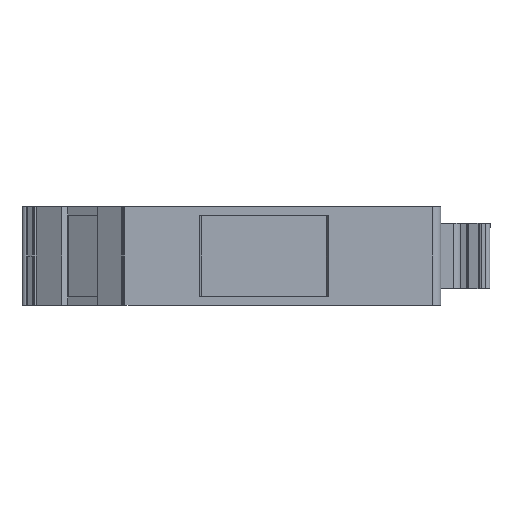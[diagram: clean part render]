
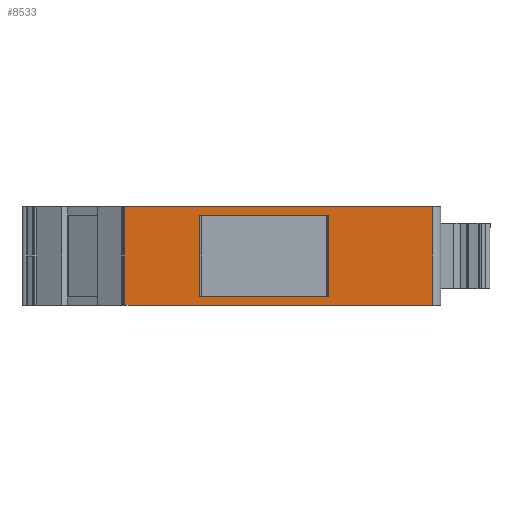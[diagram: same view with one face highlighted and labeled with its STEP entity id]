
A CAD part, left-side view. The second image highlights one B-rep face of the part: STEP entity #8533.
In plain terms, the highlighted planar face has unit normal (-1, 0, 0).
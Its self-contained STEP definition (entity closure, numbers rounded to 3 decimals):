
#95 = VERTEX_POINT ( 'NONE', #6686 ) ;
#109 = CARTESIAN_POINT ( 'NONE',  ( -20.37, -9.91, 0.6 ) ) ;
#155 = CARTESIAN_POINT ( 'NONE',  ( -20.37, -9.91, 0.967 ) ) ;
#206 = VERTEX_POINT ( 'NONE', #5344 ) ;
#272 = DIRECTION ( 'NONE',  ( 0., 0., 1. ) ) ;
#323 = DIRECTION ( 'NONE',  ( 0., 1., 0. ) ) ;
#377 = VERTEX_POINT ( 'NONE', #4769 ) ;
#387 = CARTESIAN_POINT ( 'NONE',  ( -20.37, 5.863, -7.2 ) ) ;
#464 = CARTESIAN_POINT ( 'NONE',  ( -20.37, -22.593, -3.3 ) ) ;
#473 = LINE ( 'NONE', #8489, #3947 ) ;
#683 = CARTESIAN_POINT ( 'NONE',  ( -20.37, -9.91, 0.6 ) ) ;
#710 = CARTESIAN_POINT ( 'NONE',  ( -20.37, 14.95, 2.7 ) ) ;
#755 = VERTEX_POINT ( 'NONE', #6314 ) ;
#791 = CARTESIAN_POINT ( 'NONE',  ( -20.37, 5.863, 0.967 ) ) ;
#823 = CARTESIAN_POINT ( 'NONE',  ( -20.37, 5.863, 0.6 ) ) ;
#838 = CARTESIAN_POINT ( 'NONE',  ( -20.37, 5.863, -8.3 ) ) ;
#861 = CARTESIAN_POINT ( 'NONE',  ( -20.37, 5.863, 1.7 ) ) ;
#942 = CARTESIAN_POINT ( 'NONE',  ( -20.37, 5.863, 1.333 ) ) ;
#1028 = EDGE_CURVE ( 'NONE', #377, #4177, #4883, .T. ) ;
#1136 = DIRECTION ( 'NONE',  ( 1., 0., 0. ) ) ;
#1143 = CARTESIAN_POINT ( 'NONE',  ( -20.37, 14.95, -3.3 ) ) ;
#1216 = EDGE_CURVE ( 'NONE', #3469, #8147, #3645, .T. ) ;
#1327 = CARTESIAN_POINT ( 'NONE',  ( -20.37, -9.91, -8.3 ) ) ;
#1457 = CARTESIAN_POINT ( 'NONE',  ( -20.37, -9.91, 1.7 ) ) ;
#1697 = DIRECTION ( 'NONE',  ( 0., 0., 1. ) ) ;
#1705 = CARTESIAN_POINT ( 'NONE',  ( -20.37, -9.91, -7.2 ) ) ;
#1760 = VERTEX_POINT ( 'NONE', #710 ) ;
#1783 = VECTOR ( 'NONE', #272, 1000. ) ;
#1786 = LINE ( 'NONE', #1143, #3202 ) ;
#1799 = DIRECTION ( 'NONE',  ( 0., 0., -1. ) ) ;
#1813 = EDGE_CURVE ( 'NONE', #95, #4177, #5605, .T. ) ;
#1831 = FACE_BOUND ( 'NONE', #7375, .T. ) ;
#1916 = DIRECTION ( 'NONE',  ( 0., 0., -1. ) ) ;
#2019 = CARTESIAN_POINT ( 'NONE',  ( -20.37, -9.91, -7.2 ) ) ;
#2036 = CARTESIAN_POINT ( 'NONE',  ( -20.37, 5.863, 0.6 ) ) ;
#2038 = CARTESIAN_POINT ( 'NONE',  ( -20.37, -9.91, -8.3 ) ) ;
#2040 = CARTESIAN_POINT ( 'NONE',  ( -20.37, -9.91, -7.567 ) ) ;
#2069 = CARTESIAN_POINT ( 'NONE',  ( -20.37, -9.91, -7.933 ) ) ;
#2135 = CARTESIAN_POINT ( 'NONE',  ( -20.37, 5.863, -8.3 ) ) ;
#2144 = CARTESIAN_POINT ( 'NONE',  ( -20.37, 5.863, -7.933 ) ) ;
#2168 = ORIENTED_EDGE ( 'NONE', *, *, #6669, .T. ) ;
#2393 = CARTESIAN_POINT ( 'NONE',  ( -20.37, 5.863, -7.2 ) ) ;
#2428 = CARTESIAN_POINT ( 'NONE',  ( -20.37, -9.91, -7.2 ) ) ;
#2630 = EDGE_CURVE ( 'NONE', #6573, #755, #4589, .T. ) ;
#2649 = ORIENTED_EDGE ( 'NONE', *, *, #1028, .F. ) ;
#2696 = CARTESIAN_POINT ( 'NONE',  ( -20.37, 5.863, -7.567 ) ) ;
#2900 = B_SPLINE_CURVE_WITH_KNOTS ( 'NONE', 3,
 ( #2393, #2696, #2144, #2135 ),
 .UNSPECIFIED., .F., .F.,
 ( 4, 4 ),
 ( 0.78, 1. ),
 .UNSPECIFIED. ) ;
#2907 = PLANE ( 'NONE',  #8519 ) ;
#2931 = EDGE_CURVE ( 'NONE', #3234, #3469, #6611, .T. ) ;
#3090 = VERTEX_POINT ( 'NONE', #4354 ) ;
#3202 = VECTOR ( 'NONE', #1799, 1000. ) ;
#3234 = VERTEX_POINT ( 'NONE', #838 ) ;
#3469 = VERTEX_POINT ( 'NONE', #1327 ) ;
#3570 = DIRECTION ( 'NONE',  ( 0., 1., 0. ) ) ;
#3645 = B_SPLINE_CURVE_WITH_KNOTS ( 'NONE', 3,
 ( #2038, #2069, #2040, #2019 ),
 .UNSPECIFIED., .F., .F.,
 ( 4, 4 ),
 ( 0., 0.22 ),
 .UNSPECIFIED. ) ;
#3702 = DIRECTION ( 'NONE',  ( 0., 1., 0. ) ) ;
#3812 = LINE ( 'NONE', #7865, #7311 ) ;
#3824 = CARTESIAN_POINT ( 'NONE',  ( -20.37, 14.95, 2.7 ) ) ;
#3851 = CARTESIAN_POINT ( 'NONE',  ( -20.37, -9.91, 1.333 ) ) ;
#3890 = EDGE_LOOP ( 'NONE', ( #5004, #4717, #5327, #2168 ) ) ;
#3934 = ORIENTED_EDGE ( 'NONE', *, *, #1813, .T. ) ;
#3947 = VECTOR ( 'NONE', #6510, 1000. ) ;
#4105 = VECTOR ( 'NONE', #3702, 1000. ) ;
#4133 = EDGE_CURVE ( 'NONE', #206, #1760, #5654, .T. ) ;
#4177 = VERTEX_POINT ( 'NONE', #2036 ) ;
#4354 = CARTESIAN_POINT ( 'NONE',  ( -20.37, 14.95, -9.3 ) ) ;
#4568 = EDGE_CURVE ( 'NONE', #95, #3234, #2900, .T. ) ;
#4589 = B_SPLINE_CURVE_WITH_KNOTS ( 'NONE', 3,
 ( #109, #155, #3851, #1457 ),
 .UNSPECIFIED., .F., .F.,
 ( 4, 4 ),
 ( 0.78, 1. ),
 .UNSPECIFIED. ) ;
#4717 = ORIENTED_EDGE ( 'NONE', *, *, #4133, .T. ) ;
#4769 = CARTESIAN_POINT ( 'NONE',  ( -20.37, 5.863, 1.7 ) ) ;
#4851 = VECTOR ( 'NONE', #6987, 1000. ) ;
#4883 = B_SPLINE_CURVE_WITH_KNOTS ( 'NONE', 3,
 ( #861, #942, #791, #823 ),
 .UNSPECIFIED., .F., .F.,
 ( 4, 4 ),
 ( 0., 0.22 ),
 .UNSPECIFIED. ) ;
#4994 = EDGE_CURVE ( 'NONE', #206, #7769, #6579, .T. ) ;
#5004 = ORIENTED_EDGE ( 'NONE', *, *, #4994, .F. ) ;
#5016 = VECTOR ( 'NONE', #1916, 1000. ) ;
#5202 = ORIENTED_EDGE ( 'NONE', *, *, #4568, .F. ) ;
#5228 = VECTOR ( 'NONE', #1697, 1000. ) ;
#5327 = ORIENTED_EDGE ( 'NONE', *, *, #6403, .T. ) ;
#5344 = CARTESIAN_POINT ( 'NONE',  ( -20.37, -22.593, 2.7 ) ) ;
#5411 = ORIENTED_EDGE ( 'NONE', *, *, #8201, .F. ) ;
#5605 = LINE ( 'NONE', #387, #1783 ) ;
#5654 = LINE ( 'NONE', #3824, #4105 ) ;
#5974 = CARTESIAN_POINT ( 'NONE',  ( -20.37, -22.593, -9.3 ) ) ;
#6314 = CARTESIAN_POINT ( 'NONE',  ( -20.37, -9.91, 1.7 ) ) ;
#6403 = EDGE_CURVE ( 'NONE', #1760, #3090, #1786, .T. ) ;
#6510 = DIRECTION ( 'NONE',  ( 0., -1., 0. ) ) ;
#6560 = CARTESIAN_POINT ( 'NONE',  ( -20.37, 14.95, -3.3 ) ) ;
#6562 = ORIENTED_EDGE ( 'NONE', *, *, #7440, .F. ) ;
#6573 = VERTEX_POINT ( 'NONE', #683 ) ;
#6579 = LINE ( 'NONE', #464, #5016 ) ;
#6611 = LINE ( 'NONE', #7032, #4851 ) ;
#6669 = EDGE_CURVE ( 'NONE', #3090, #7769, #473, .T. ) ;
#6686 = CARTESIAN_POINT ( 'NONE',  ( -20.37, 5.863, -7.2 ) ) ;
#6763 = ORIENTED_EDGE ( 'NONE', *, *, #2630, .F. ) ;
#6987 = DIRECTION ( 'NONE',  ( 0., -1., 0. ) ) ;
#7032 = CARTESIAN_POINT ( 'NONE',  ( -20.37, 5.863, -8.3 ) ) ;
#7292 = ORIENTED_EDGE ( 'NONE', *, *, #2931, .F. ) ;
#7311 = VECTOR ( 'NONE', #3570, 1000. ) ;
#7375 = EDGE_LOOP ( 'NONE', ( #7474, #7292, #5202, #3934, #2649, #6562, #6763, #5411 ) ) ;
#7440 = EDGE_CURVE ( 'NONE', #755, #377, #3812, .T. ) ;
#7474 = ORIENTED_EDGE ( 'NONE', *, *, #1216, .F. ) ;
#7769 = VERTEX_POINT ( 'NONE', #5974 ) ;
#7865 = CARTESIAN_POINT ( 'NONE',  ( -20.37, -9.91, 1.7 ) ) ;
#8147 = VERTEX_POINT ( 'NONE', #2428 ) ;
#8201 = EDGE_CURVE ( 'NONE', #8147, #6573, #8263, .T. ) ;
#8263 = LINE ( 'NONE', #1705, #5228 ) ;
#8489 = CARTESIAN_POINT ( 'NONE',  ( -20.37, 14.95, -9.3 ) ) ;
#8519 = AXIS2_PLACEMENT_3D ( 'NONE', #6560, #1136, #323 ) ;
#8533 = ADVANCED_FACE ( 'NONE', ( #8670, #1831 ), #2907, .F. ) ;
#8670 = FACE_OUTER_BOUND ( 'NONE', #3890, .T. ) ;
